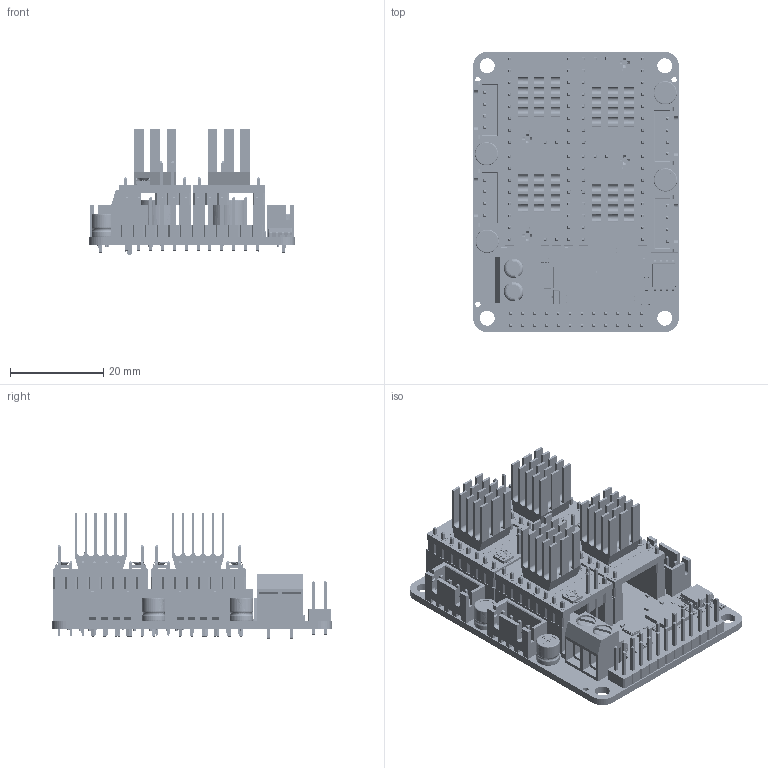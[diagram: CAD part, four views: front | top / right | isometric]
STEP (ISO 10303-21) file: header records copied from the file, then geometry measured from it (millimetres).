
FILE_DESCRIPTION(('KiCad electronic assembly'),'2;1');
FILE_NAME('USBQuadStep.step','2021-08-12T12:18:55',('Pcbnew'),('Kicad'), 'Open CASCADE STEP processor 7.5','KiCad to STEP converter','Unknown' );
FILE_SCHEMA(('AUTOMOTIVE_DESIGN { 1 0 10303 214 1 1 1 1 }'));
Length unit declared in the file: millimetre
Products named in the file (34): USBQuadStep 1; R_0402_1005Metric; SOLID; JST_XH_B4B-XH-A_1x04_P2.50mm_Vertical; C_0402_1005Metric; BTT TMC2209-V1.2; COMPOUND; PinSocket_1x08_P2.54mm_Vertical; LED_0603_1608Metric; C_0805_2012Metric; SOT-23; QFN-56-1EP_7x7mm_P0.4mm_EP5.6x5.6mm; CP_Radial_D5.0mm_P2.00mm; Ningbo_Kangnex_Elec_WJ126V-5.0-2P; CP_Radial_D8.0mm_P3.50mm; D_SMA; Crystal_SMD_3225-4Pin_3.2x2.5mm; SOIC-8_5.275x5.275mm_P1.27mm; PinHeader_2x12_P2.54mm_Vertical
Assembly tree (110 placements, depth 3):
  USBQuadStep 1
    R_0402_1005Metric  x27
      SOLID
    JST_XH_B4B-XH-A_1x04_P2.50mm_Vertical  x4
      SOLID
    C_0402_1005Metric  x28
      SOLID
    BTT TMC2209-V1.2  x4
      COMPOUND
    PinSocket_1x08_P2.54mm_Vertical  x8
      SOLID
    LED_0603_1608Metric
      SOLID
    C_0805_2012Metric  x7
      SOLID
    SOT-23
      SOLID
    QFN-56-1EP_7x7mm_P0.4mm_EP5.6x5.6mm
      SOLID
    CP_Radial_D5.0mm_P2.00mm  x4
      SOLID
    Ningbo_Kangnex_Elec_WJ126V-5.0-2P
      COMPOUND
    CP_Radial_D8.0mm_P3.50mm  x3
      SOLID
    D_SMA
      SOLID
    Crystal_SMD_3225-4Pin_3.2x2.5mm
      SOLID
    SOIC-8_5.275x5.275mm_P1.27mm
      SOLID
    PinHeader_2x12_P2.54mm_Vertical
      SOLID
    COMPOUND
Bounding box: 44 x 60 x 27.15 mm (x, y, z)
Volume: 15268.7 mm3; surface area: 29437.2 mm2
Topology: 254 solids, 261 shells, 9559 faces, 25205 edges, 16798 vertices
Faces by surface type: bspline 9410, cylinder 143, plane 6
Full cylindrical faces by diameter (mm): 0.8 x14, 0.95 x16, 1 x100, 1.152 x3, 1.35 x2, 3.2 x4
Entity records: 196393 total; most frequent: CARTESIAN_POINT 78539, B_SPLINE_CURVE_WITH_KNOTS 20287, ORIENTED_EDGE 15350, PCURVE 15350, DEFINITIONAL_REPRESENTATION 15350, EDGE_CURVE 7675, SURFACE_CURVE 7530, VERTEX_POINT 5058
